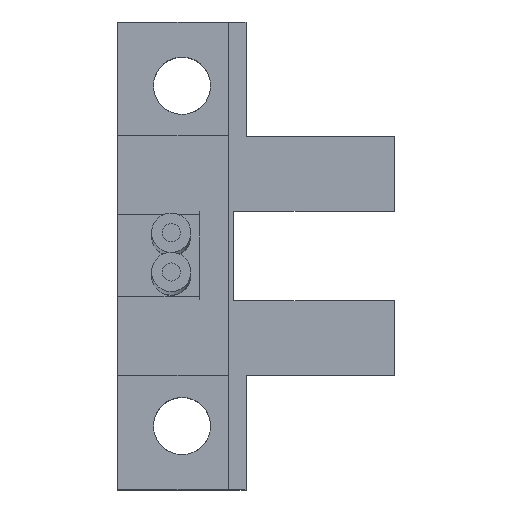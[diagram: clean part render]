
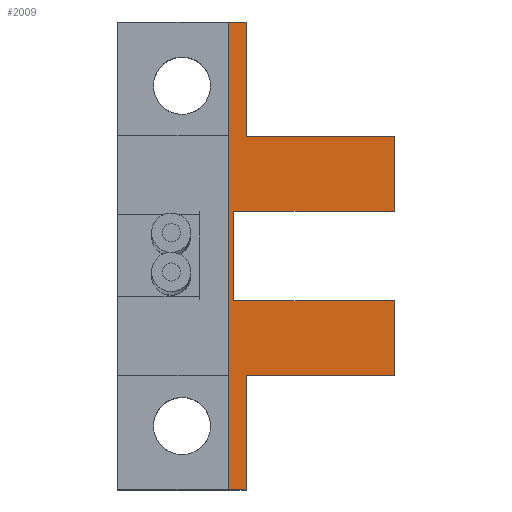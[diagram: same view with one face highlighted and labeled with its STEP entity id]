
A CAD part, top view. The second image highlights one B-rep face of the part: STEP entity #2009.
In plain terms, the highlighted face is planar.
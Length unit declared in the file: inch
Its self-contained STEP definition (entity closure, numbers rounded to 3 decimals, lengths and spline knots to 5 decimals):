
#21=DIRECTION('',(0.,0.,1.));
#22=VECTOR('',#21,0.039);
#23=CARTESIAN_POINT('',(-0.5155,0.265,0.244));
#24=LINE('',#23,#22);
#237=DIRECTION('',(0.,0.,1.));
#238=VECTOR('',#237,0.039);
#239=CARTESIAN_POINT('',(0.5155,0.265,0.244));
#240=LINE('',#239,#238);
#509=DIRECTION('',(0.,0.,1.));
#510=VECTOR('',#509,0.327);
#511=CARTESIAN_POINT('',(0.264,0.265,0.283));
#512=LINE('',#511,#510);
#513=DIRECTION('',(0.,0.,1.));
#514=VECTOR('',#513,0.354);
#515=CARTESIAN_POINT('',(0.0985,0.265,0.256));
#516=LINE('',#515,#514);
#517=DIRECTION('',(-1.,0.,0.));
#518=VECTOR('',#517,0.197);
#519=CARTESIAN_POINT('',(0.0985,0.265,0.256));
#520=LINE('',#519,#518);
#521=DIRECTION('',(0.,0.,1.));
#522=VECTOR('',#521,0.354);
#523=CARTESIAN_POINT('',(-0.0985,0.265,0.256));
#524=LINE('',#523,#522);
#525=DIRECTION('',(0.,0.,1.));
#526=VECTOR('',#525,0.327);
#527=CARTESIAN_POINT('',(-0.264,0.265,0.283));
#528=LINE('',#527,#526);
#529=DIRECTION('',(1.,0.,0.));
#530=VECTOR('',#529,0.2515);
#531=CARTESIAN_POINT('',(-0.5155,0.265,0.283));
#532=LINE('',#531,#530);
#533=DIRECTION('',(1.,0.,0.));
#534=VECTOR('',#533,1.031);
#535=CARTESIAN_POINT('',(-0.5155,0.265,0.244));
#536=LINE('',#535,#534);
#537=DIRECTION('',(-1.,0.,0.));
#538=VECTOR('',#537,0.2515);
#539=CARTESIAN_POINT('',(0.5155,0.265,0.283));
#540=LINE('',#539,#538);
#553=DIRECTION('',(1.,0.,0.));
#554=VECTOR('',#553,0.1655);
#555=CARTESIAN_POINT('',(0.0985,0.265,0.61));
#556=LINE('',#555,#554);
#561=DIRECTION('',(1.,0.,0.));
#562=VECTOR('',#561,0.1655);
#563=CARTESIAN_POINT('',(-0.264,0.265,0.61));
#564=LINE('',#563,#562);
#1089=CARTESIAN_POINT('',(-0.5155,0.265,0.244));
#1090=CARTESIAN_POINT('',(0.5155,0.265,0.244));
#1091=VERTEX_POINT('',#1089);
#1092=VERTEX_POINT('',#1090);
#1122=CARTESIAN_POINT('',(-0.5155,0.265,0.283));
#1124=VERTEX_POINT('',#1122);
#1126=CARTESIAN_POINT('',(0.5155,0.265,0.283));
#1128=VERTEX_POINT('',#1126);
#1129=CARTESIAN_POINT('',(0.264,0.265,0.283));
#1130=CARTESIAN_POINT('',(0.264,0.265,0.61));
#1131=VERTEX_POINT('',#1129);
#1132=VERTEX_POINT('',#1130);
#1133=CARTESIAN_POINT('',(-0.264,0.265,0.283));
#1134=CARTESIAN_POINT('',(-0.264,0.265,0.61));
#1135=VERTEX_POINT('',#1133);
#1136=VERTEX_POINT('',#1134);
#1145=CARTESIAN_POINT('',(-0.0985,0.265,0.61));
#1146=VERTEX_POINT('',#1145);
#1147=CARTESIAN_POINT('',(0.0985,0.265,0.256));
#1148=CARTESIAN_POINT('',(0.0985,0.265,0.61));
#1149=VERTEX_POINT('',#1147);
#1150=VERTEX_POINT('',#1148);
#1151=CARTESIAN_POINT('',(-0.0985,0.265,0.256));
#1152=VERTEX_POINT('',#1151);
#1984=CARTESIAN_POINT('',(-0.5155,0.265,0.244));
#1985=DIRECTION('',(0.,1.,0.));
#1986=DIRECTION('',(0.,0.,1.));
#1987=AXIS2_PLACEMENT_3D('',#1984,#1985,#1986);
#1988=PLANE('',#1987);
#1989=ORIENTED_EDGE('',*,*,#1701,.T.);
#1991=ORIENTED_EDGE('',*,*,#1990,.F.);
#1992=ORIENTED_EDGE('',*,*,#1968,.F.);
#1994=ORIENTED_EDGE('',*,*,#1993,.T.);
#1996=ORIENTED_EDGE('',*,*,#1995,.T.);
#1998=ORIENTED_EDGE('',*,*,#1997,.F.);
#2000=ORIENTED_EDGE('',*,*,#1999,.F.);
#2001=ORIENTED_EDGE('',*,*,#1403,.F.);
#2002=ORIENTED_EDGE('',*,*,#1386,.F.);
#2004=ORIENTED_EDGE('',*,*,#2003,.T.);
#2005=ORIENTED_EDGE('',*,*,#1640,.T.);
#2006=ORIENTED_EDGE('',*,*,#1658,.T.);
#2007=EDGE_LOOP('',(#1989,#1991,#1992,#1994,#1996,#1998,#2000,#2001,#2002,#2004,
#2005,#2006));
#2008=FACE_OUTER_BOUND('',#2007,.F.);
#2009=ADVANCED_FACE('',(#2008),#1988,.T.);
#1386=EDGE_CURVE('',#1091,#1124,#24,.T.);
#1403=EDGE_CURVE('',#1124,#1135,#532,.T.);
#1640=EDGE_CURVE('',#1092,#1128,#240,.T.);
#1658=EDGE_CURVE('',#1128,#1131,#540,.T.);
#1701=EDGE_CURVE('',#1131,#1132,#512,.T.);
#1968=EDGE_CURVE('',#1149,#1150,#516,.T.);
#1990=EDGE_CURVE('',#1150,#1132,#556,.T.);
#1993=EDGE_CURVE('',#1149,#1152,#520,.T.);
#1995=EDGE_CURVE('',#1152,#1146,#524,.T.);
#1997=EDGE_CURVE('',#1136,#1146,#564,.T.);
#1999=EDGE_CURVE('',#1135,#1136,#528,.T.);
#2003=EDGE_CURVE('',#1091,#1092,#536,.T.);
